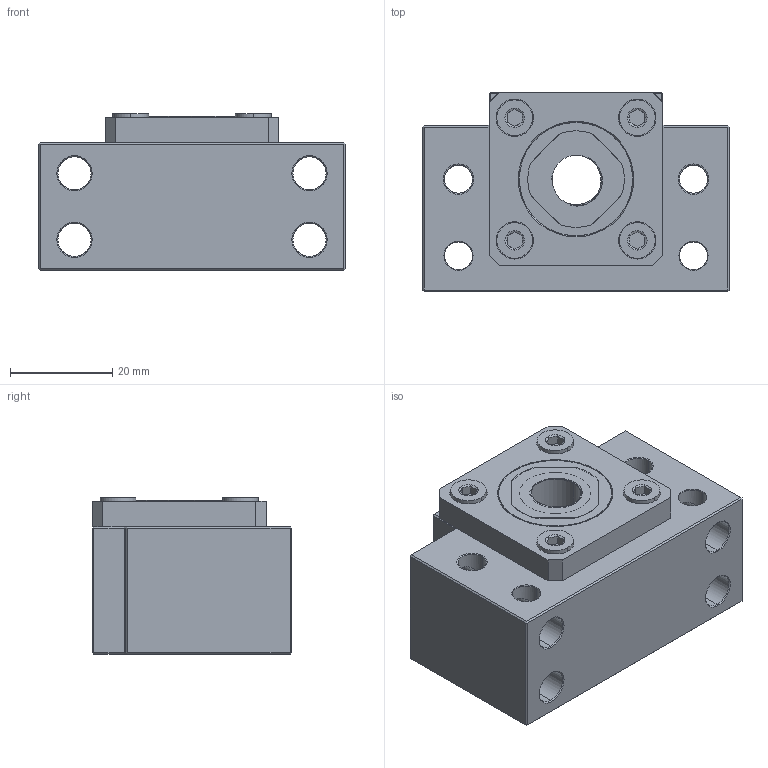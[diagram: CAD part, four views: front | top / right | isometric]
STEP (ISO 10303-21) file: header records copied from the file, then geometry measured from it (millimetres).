
FILE_DESCRIPTION (( 'STEP AP203' ), '1' );
FILE_NAME ('BK-10.STEP', '2024-11-25T07:08:09', ( '' ), ( '' ), 'SwSTEP 2.0', 'SolidWorks 2021', '' );
FILE_SCHEMA (( 'CONFIG_CONTROL_DESIGN' ));
Length unit declared in the file: millimetre
Products named in the file (1): BK-10
Bounding box: 60 x 39.01 x 30.7 mm (x, y, z)
Volume: 47373.1 mm3; surface area: 27639.5 mm2
Topology: 34 solids, 34 shells, 439 faces, 1078 edges, 670 vertices
Faces by surface type: plane 145, cylinder 128, cone 79, torus 44, sphere 40, bspline 3
Entity records: 15019 total; most frequent: CARTESIAN_POINT 5050, DIRECTION 2164, ORIENTED_EDGE 1940, EDGE_CURVE 970, AXIS2_PLACEMENT_3D 873, VERTEX_POINT 610, EDGE_LOOP 502, ADVANCED_FACE 439
